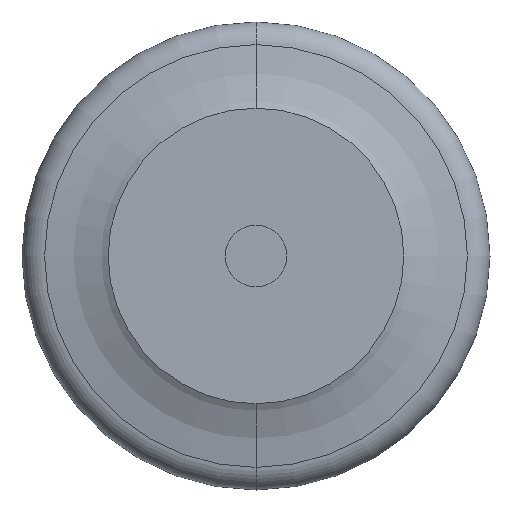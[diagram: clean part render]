
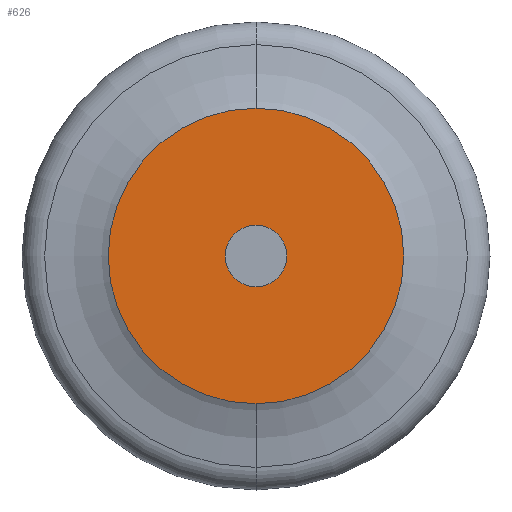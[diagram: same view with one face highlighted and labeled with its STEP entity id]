
A CAD part, front view. The second image highlights one B-rep face of the part: STEP entity #626.
In plain terms, the highlighted planar face has unit normal (0, -1, 0).
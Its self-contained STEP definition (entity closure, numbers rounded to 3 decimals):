
#30 = VERTEX_POINT ( 'NONE', #183 ) ;
#42 = EDGE_LOOP ( 'NONE', ( #97, #538 ) ) ;
#57 = EDGE_LOOP ( 'NONE', ( #280, #579 ) ) ;
#60 = CARTESIAN_POINT ( 'NONE',  ( 0., 0., 0. ) ) ;
#66 = CARTESIAN_POINT ( 'NONE',  ( 0., 0., 0. ) ) ;
#67 = DIRECTION ( 'NONE',  ( 0., 0., 1. ) ) ;
#74 = DIRECTION ( 'NONE',  ( 0., 1., 0. ) ) ;
#77 = DIRECTION ( 'NONE',  ( 0., 0., -1. ) ) ;
#90 = CIRCLE ( 'NONE', #360, 2.5 ) ;
#97 = ORIENTED_EDGE ( 'NONE', *, *, #176, .F. ) ;
#116 = CARTESIAN_POINT ( 'NONE',  ( 0., 0., 0. ) ) ;
#176 = EDGE_CURVE ( 'NONE', #201, #522, #181, .T. ) ;
#181 = CIRCLE ( 'NONE', #370, 2.5 ) ;
#183 = CARTESIAN_POINT ( 'NONE',  ( 0., 0., 12. ) ) ;
#188 = EDGE_CURVE ( 'NONE', #30, #402, #632, .T. ) ;
#190 = CARTESIAN_POINT ( 'NONE',  ( 0., 0., 0. ) ) ;
#201 = VERTEX_POINT ( 'NONE', #320 ) ;
#202 = CARTESIAN_POINT ( 'NONE',  ( 0., 0., -12. ) ) ;
#227 = DIRECTION ( 'NONE',  ( 0., -1., 0. ) ) ;
#236 = AXIS2_PLACEMENT_3D ( 'NONE', #552, #590, #67 ) ;
#280 = ORIENTED_EDGE ( 'NONE', *, *, #188, .F. ) ;
#297 = DIRECTION ( 'NONE',  ( 0., 1., 0. ) ) ;
#320 = CARTESIAN_POINT ( 'NONE',  ( 0., 0., -2.5 ) ) ;
#347 = PLANE ( 'NONE',  #462 ) ;
#351 = FACE_BOUND ( 'NONE', #42, .T. ) ;
#360 = AXIS2_PLACEMENT_3D ( 'NONE', #116, #565, #77 ) ;
#370 = AXIS2_PLACEMENT_3D ( 'NONE', #60, #227, #495 ) ;
#389 = CARTESIAN_POINT ( 'NONE',  ( 0., 0., 2.5 ) ) ;
#398 = FACE_OUTER_BOUND ( 'NONE', #57, .T. ) ;
#402 = VERTEX_POINT ( 'NONE', #202 ) ;
#431 = EDGE_CURVE ( 'NONE', #522, #201, #90, .T. ) ;
#446 = DIRECTION ( 'NONE',  ( 0., 0., 1. ) ) ;
#462 = AXIS2_PLACEMENT_3D ( 'NONE', #66, #297, #446 ) ;
#495 = DIRECTION ( 'NONE',  ( 0., 0., -1. ) ) ;
#513 = AXIS2_PLACEMENT_3D ( 'NONE', #190, #74, #669 ) ;
#522 = VERTEX_POINT ( 'NONE', #389 ) ;
#538 = ORIENTED_EDGE ( 'NONE', *, *, #431, .F. ) ;
#552 = CARTESIAN_POINT ( 'NONE',  ( 0., 0., 0. ) ) ;
#565 = DIRECTION ( 'NONE',  ( 0., -1., 0. ) ) ;
#579 = ORIENTED_EDGE ( 'NONE', *, *, #622, .F. ) ;
#588 = CIRCLE ( 'NONE', #513, 12. ) ;
#590 = DIRECTION ( 'NONE',  ( 0., 1., 0. ) ) ;
#622 = EDGE_CURVE ( 'NONE', #402, #30, #588, .T. ) ;
#626 = ADVANCED_FACE ( 'NONE', ( #351, #398 ), #347, .F. ) ;
#632 = CIRCLE ( 'NONE', #236, 12. ) ;
#669 = DIRECTION ( 'NONE',  ( 0., 0., 1. ) ) ;
